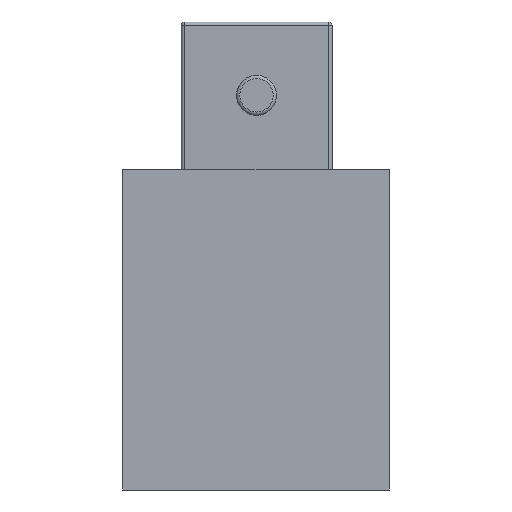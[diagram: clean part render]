
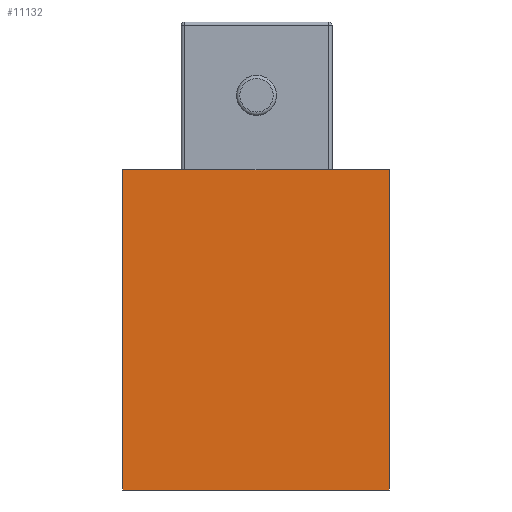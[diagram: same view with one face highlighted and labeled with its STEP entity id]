
A CAD part, front view. The second image highlights one B-rep face of the part: STEP entity #11132.
In plain terms, the highlighted planar face has unit normal (0, -1, 0).
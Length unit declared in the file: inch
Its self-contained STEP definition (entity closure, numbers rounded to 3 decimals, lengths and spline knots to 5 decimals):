
#934=PLANE('',#12291);
#1603=FACE_OUTER_BOUND('',#2429,.T.);
#2429=EDGE_LOOP('',(#10417,#10418,#10419,#10420));
#3475=LINE('',#19011,#4553);
#3507=LINE('',#19074,#4585);
#3508=LINE('',#19076,#4586);
#3509=LINE('',#19077,#4587);
#4553=VECTOR('',#15463,0.3937);
#4585=VECTOR('',#15515,0.3937);
#4586=VECTOR('',#15518,0.3937);
#4587=VECTOR('',#15519,0.3937);
#5928=VERTEX_POINT('',#19008);
#5929=VERTEX_POINT('',#19010);
#5949=VERTEX_POINT('',#19070);
#5950=VERTEX_POINT('',#19072);
#7414=EDGE_CURVE('',#5928,#5929,#3475,.T.);
#7446=EDGE_CURVE('',#5949,#5950,#3507,.T.);
#7447=EDGE_CURVE('',#5928,#5949,#3508,.T.);
#7448=EDGE_CURVE('',#5929,#5950,#3509,.T.);
#10417=ORIENTED_EDGE('',*,*,#7447,.T.);
#10418=ORIENTED_EDGE('',*,*,#7446,.T.);
#10419=ORIENTED_EDGE('',*,*,#7448,.F.);
#10420=ORIENTED_EDGE('',*,*,#7414,.F.);
#11132=ADVANCED_FACE('',(#1603),#934,.T.);
#12291=AXIS2_PLACEMENT_3D('',#19075,#15516,#15517);
#15463=DIRECTION('',(0.,0.,1.));
#15515=DIRECTION('',(0.,0.,1.));
#15516=DIRECTION('center_axis',(0.,-1.,0.));
#15517=DIRECTION('ref_axis',(1.,0.,0.));
#15518=DIRECTION('',(1.,0.,0.));
#15519=DIRECTION('',(1.,0.,0.));
#19008=CARTESIAN_POINT('',(-1.25,-0.456,-2.1925));
#19010=CARTESIAN_POINT('',(-1.25,-0.456,0.8075));
#19011=CARTESIAN_POINT('',(-1.25,-0.456,-2.1925));
#19070=CARTESIAN_POINT('',(1.25,-0.456,-2.1925));
#19072=CARTESIAN_POINT('',(1.25,-0.456,0.8075));
#19074=CARTESIAN_POINT('',(1.25,-0.456,-2.1925));
#19075=CARTESIAN_POINT('Origin',(-1.25,-0.456,-2.1925));
#19076=CARTESIAN_POINT('',(-1.25,-0.456,-2.1925));
#19077=CARTESIAN_POINT('',(-1.25,-0.456,0.8075));
